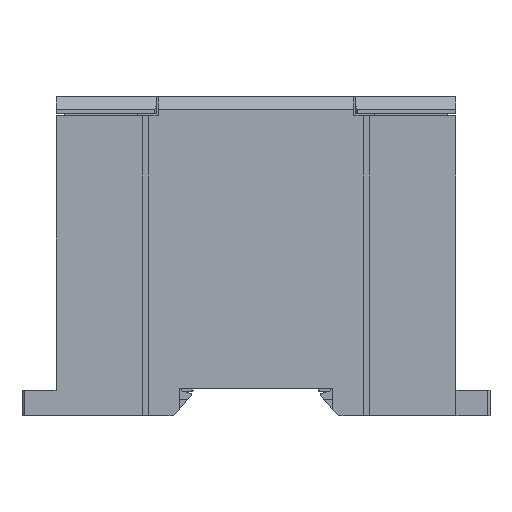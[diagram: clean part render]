
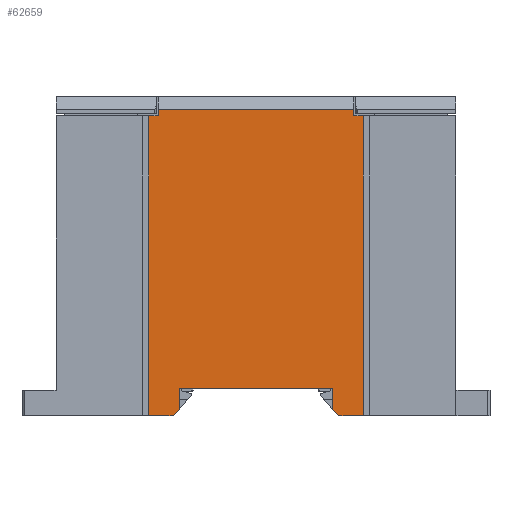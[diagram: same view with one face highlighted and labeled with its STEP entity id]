
A CAD part, left-side view. The second image highlights one B-rep face of the part: STEP entity #62659.
In plain terms, the highlighted planar face has unit normal (-1, 0, 0).
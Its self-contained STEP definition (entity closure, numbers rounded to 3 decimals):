
#121 = ORIENTED_EDGE ( 'NONE', *, *, #22336, .T. ) ;
#489 = VECTOR ( 'NONE', #42158, 1000. ) ;
#1266 = EDGE_CURVE ( 'NONE', #52422, #1384, #67354, .T. ) ;
#1384 = VERTEX_POINT ( 'NONE', #29440 ) ;
#3499 = ORIENTED_EDGE ( 'NONE', *, *, #48776, .F. ) ;
#4063 = ORIENTED_EDGE ( 'NONE', *, *, #25109, .F. ) ;
#4067 = VECTOR ( 'NONE', #21631, 1000. ) ;
#4436 = DIRECTION ( 'NONE',  ( 0., 0., 1. ) ) ;
#4810 = EDGE_CURVE ( 'NONE', #13002, #41700, #59280, .T. ) ;
#6077 = CARTESIAN_POINT ( 'NONE',  ( 0., 72.2, -79.633 ) ) ;
#7291 = ORIENTED_EDGE ( 'NONE', *, *, #55766, .T. ) ;
#8312 = VERTEX_POINT ( 'NONE', #24212 ) ;
#8471 = ORIENTED_EDGE ( 'NONE', *, *, #58450, .F. ) ;
#8637 = CARTESIAN_POINT ( 'NONE',  ( 0., 66.5, -79.633 ) ) ;
#9216 = EDGE_LOOP ( 'NONE', ( #121, #67659, #22380, #3499, #19154, #10447, #39294, #71223, #8471, #22221, #4063, #22862, #7291, #24423 ) ) ;
#9496 = CARTESIAN_POINT ( 'NONE',  ( 0., 94., -79.633 ) ) ;
#9600 = VERTEX_POINT ( 'NONE', #57380 ) ;
#10447 = ORIENTED_EDGE ( 'NONE', *, *, #55672, .F. ) ;
#10754 = CARTESIAN_POINT ( 'NONE',  ( 0., 70., -16.261 ) ) ;
#10767 = VERTEX_POINT ( 'NONE', #18770 ) ;
#11549 = LINE ( 'NONE', #61855, #71204 ) ;
#13002 = VERTEX_POINT ( 'NONE', #39850 ) ;
#13257 = LINE ( 'NONE', #9496, #26745 ) ;
#14997 = VECTOR ( 'NONE', #58382, 1000. ) ;
#16886 = CARTESIAN_POINT ( 'NONE',  ( 0., 66.5, -79.633 ) ) ;
#17733 = LINE ( 'NONE', #62588, #63851 ) ;
#18770 = CARTESIAN_POINT ( 'NONE',  ( 0., 27.5, -79.633 ) ) ;
#18949 = DIRECTION ( 'NONE',  ( 0., 0., -1. ) ) ;
#18950 = CARTESIAN_POINT ( 'NONE',  ( 0., 27.5, -79.633 ) ) ;
#19154 = ORIENTED_EDGE ( 'NONE', *, *, #27553, .F. ) ;
#21631 = DIRECTION ( 'NONE',  ( 0., -1., 0. ) ) ;
#22221 = ORIENTED_EDGE ( 'NONE', *, *, #4810, .F. ) ;
#22336 = EDGE_CURVE ( 'NONE', #52422, #8312, #61871, .T. ) ;
#22380 = ORIENTED_EDGE ( 'NONE', *, *, #26969, .F. ) ;
#22862 = ORIENTED_EDGE ( 'NONE', *, *, #71301, .F. ) ;
#23057 = VECTOR ( 'NONE', #54833, 1000. ) ;
#23981 = CARTESIAN_POINT ( 'NONE',  ( 0., 29., -73.283 ) ) ;
#24212 = CARTESIAN_POINT ( 'NONE',  ( 0., 24., -7.633 ) ) ;
#24423 = ORIENTED_EDGE ( 'NONE', *, *, #1266, .F. ) ;
#25109 = EDGE_CURVE ( 'NONE', #10767, #13002, #57513, .T. ) ;
#26369 = CARTESIAN_POINT ( 'NONE',  ( 0., 70., -7.633 ) ) ;
#26745 = VECTOR ( 'NONE', #49845, 1000. ) ;
#26854 = CARTESIAN_POINT ( 'NONE',  ( 0., 70., -7.633 ) ) ;
#26969 = EDGE_CURVE ( 'NONE', #54846, #52414, #32214, .T. ) ;
#27553 = EDGE_CURVE ( 'NONE', #48773, #28399, #49248, .T. ) ;
#28399 = VERTEX_POINT ( 'NONE', #61764 ) ;
#29268 = DIRECTION ( 'NONE',  ( 0., 0., 1. ) ) ;
#29440 = CARTESIAN_POINT ( 'NONE',  ( 0., 21.8, -9.133 ) ) ;
#30671 = VECTOR ( 'NONE', #18949, 1000. ) ;
#30734 = CARTESIAN_POINT ( 'NONE',  ( 0., 29., -78.133 ) ) ;
#30962 = CARTESIAN_POINT ( 'NONE',  ( 0., 65., -73.283 ) ) ;
#32214 = LINE ( 'NONE', #10754, #45812 ) ;
#32811 = DIRECTION ( 'NONE',  ( 0., 0., 1. ) ) ;
#32911 = CARTESIAN_POINT ( 'NONE',  ( 0., 72.2, -79.633 ) ) ;
#33420 = LINE ( 'NONE', #47396, #47033 ) ;
#35018 = CARTESIAN_POINT ( 'NONE',  ( 0., 70., -9.133 ) ) ;
#36498 = DIRECTION ( 'NONE',  ( 0., 0.707, 0.707 ) ) ;
#37867 = VECTOR ( 'NONE', #55159, 1000. ) ;
#38738 = DIRECTION ( 'NONE',  ( 0., -1., 0. ) ) ;
#39294 = ORIENTED_EDGE ( 'NONE', *, *, #72642, .F. ) ;
#39481 = DIRECTION ( 'NONE',  ( 0., 0., 1. ) ) ;
#39709 = LINE ( 'NONE', #26369, #37867 ) ;
#39850 = CARTESIAN_POINT ( 'NONE',  ( 0., 29., -78.133 ) ) ;
#40733 = AXIS2_PLACEMENT_3D ( 'NONE', #67870, #73453, #4436 ) ;
#41700 = VERTEX_POINT ( 'NONE', #23981 ) ;
#41788 = EDGE_CURVE ( 'NONE', #63955, #9600, #46071, .T. ) ;
#42129 = VECTOR ( 'NONE', #36498, 1000. ) ;
#42158 = DIRECTION ( 'NONE',  ( 0., 1., 0. ) ) ;
#44612 = CARTESIAN_POINT ( 'NONE',  ( 0., 0., -9.133 ) ) ;
#45812 = VECTOR ( 'NONE', #39481, 1000. ) ;
#46068 = VERTEX_POINT ( 'NONE', #16886 ) ;
#46071 = LINE ( 'NONE', #59391, #30671 ) ;
#46406 = VECTOR ( 'NONE', #32811, 1000. ) ;
#46550 = LINE ( 'NONE', #18950, #489 ) ;
#46676 = FACE_OUTER_BOUND ( 'NONE', #9216, .T. ) ;
#46740 = CARTESIAN_POINT ( 'NONE',  ( 0., 29., -73.283 ) ) ;
#47033 = VECTOR ( 'NONE', #53177, 1000. ) ;
#47396 = CARTESIAN_POINT ( 'NONE',  ( 0., 65., -73.283 ) ) ;
#48773 = VERTEX_POINT ( 'NONE', #32911 ) ;
#48776 = EDGE_CURVE ( 'NONE', #28399, #54846, #11549, .T. ) ;
#49248 = LINE ( 'NONE', #6077, #62910 ) ;
#49845 = DIRECTION ( 'NONE',  ( 0., 1., 0. ) ) ;
#52324 = CARTESIAN_POINT ( 'NONE',  ( 0., 21.8, -79.633 ) ) ;
#52414 = VERTEX_POINT ( 'NONE', #26854 ) ;
#52422 = VERTEX_POINT ( 'NONE', #73169 ) ;
#53177 = DIRECTION ( 'NONE',  ( 0., 1., 0. ) ) ;
#53770 = LINE ( 'NONE', #8637, #23057 ) ;
#54833 = DIRECTION ( 'NONE',  ( 0., 0.707, -0.707 ) ) ;
#54846 = VERTEX_POINT ( 'NONE', #35018 ) ;
#55159 = DIRECTION ( 'NONE',  ( 0., 1., 0. ) ) ;
#55672 = EDGE_CURVE ( 'NONE', #46068, #48773, #13257, .T. ) ;
#55766 = EDGE_CURVE ( 'NONE', #70180, #1384, #17733, .T. ) ;
#57380 = CARTESIAN_POINT ( 'NONE',  ( 0., 65., -78.133 ) ) ;
#57513 = LINE ( 'NONE', #30734, #42129 ) ;
#58382 = DIRECTION ( 'NONE',  ( 0., 0., 1. ) ) ;
#58450 = EDGE_CURVE ( 'NONE', #41700, #63955, #33420, .T. ) ;
#59280 = LINE ( 'NONE', #46740, #14997 ) ;
#59391 = CARTESIAN_POINT ( 'NONE',  ( 0., 65., -78.133 ) ) ;
#61764 = CARTESIAN_POINT ( 'NONE',  ( 0., 72.2, -9.133 ) ) ;
#61855 = CARTESIAN_POINT ( 'NONE',  ( 0., 94., -9.133 ) ) ;
#61871 = LINE ( 'NONE', #73349, #46406 ) ;
#62588 = CARTESIAN_POINT ( 'NONE',  ( 0., 21.8, -79.633 ) ) ;
#62659 = ADVANCED_FACE ( 'NONE', ( #46676 ), #73708, .T. ) ;
#62910 = VECTOR ( 'NONE', #29268, 1000. ) ;
#63851 = VECTOR ( 'NONE', #68351, 1000. ) ;
#63955 = VERTEX_POINT ( 'NONE', #30962 ) ;
#67354 = LINE ( 'NONE', #44612, #4067 ) ;
#67659 = ORIENTED_EDGE ( 'NONE', *, *, #69950, .T. ) ;
#67870 = CARTESIAN_POINT ( 'NONE',  ( 0., 0., 0. ) ) ;
#68351 = DIRECTION ( 'NONE',  ( 0., 0., 1. ) ) ;
#69950 = EDGE_CURVE ( 'NONE', #8312, #52414, #39709, .T. ) ;
#70180 = VERTEX_POINT ( 'NONE', #52324 ) ;
#71204 = VECTOR ( 'NONE', #38738, 1000. ) ;
#71223 = ORIENTED_EDGE ( 'NONE', *, *, #41788, .F. ) ;
#71301 = EDGE_CURVE ( 'NONE', #70180, #10767, #46550, .T. ) ;
#72642 = EDGE_CURVE ( 'NONE', #9600, #46068, #53770, .T. ) ;
#73169 = CARTESIAN_POINT ( 'NONE',  ( 0., 24., -9.133 ) ) ;
#73349 = CARTESIAN_POINT ( 'NONE',  ( 0., 24., -16.261 ) ) ;
#73453 = DIRECTION ( 'NONE',  ( -1., 0., 0. ) ) ;
#73708 = PLANE ( 'NONE',  #40733 ) ;
